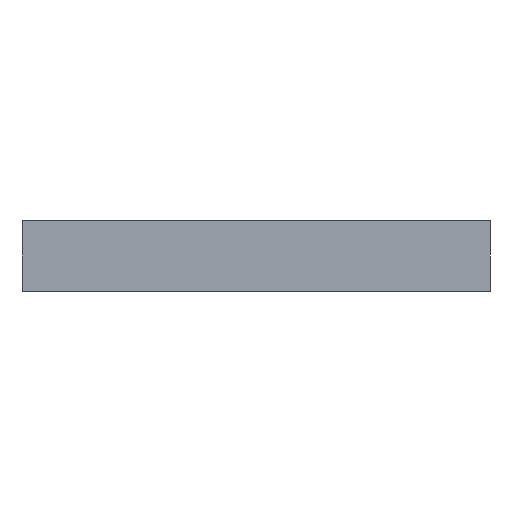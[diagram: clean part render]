
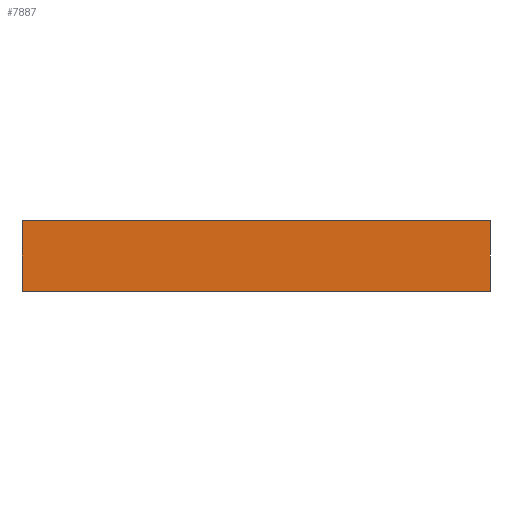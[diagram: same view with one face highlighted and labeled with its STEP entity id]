
A CAD part, front view. The second image highlights one B-rep face of the part: STEP entity #7887.
In plain terms, the highlighted planar face has unit normal (0, -1, 0).
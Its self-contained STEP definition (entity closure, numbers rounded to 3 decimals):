
#42 = CARTESIAN_POINT ( 'NONE',  ( 100., -185., -30. ) ) ;
#177 = LINE ( 'NONE', #3493, #7212 ) ;
#536 = VECTOR ( 'NONE', #3813, 1000. ) ;
#562 = CARTESIAN_POINT ( 'NONE',  ( -100., -185., -30. ) ) ;
#896 = DIRECTION ( 'NONE',  ( 0., -1., 0. ) ) ;
#2086 = EDGE_CURVE ( 'NONE', #11114, #6684, #10482, .T. ) ;
#2985 = VERTEX_POINT ( 'NONE', #562 ) ;
#3020 = CARTESIAN_POINT ( 'NONE',  ( 100., -185., -30. ) ) ;
#3026 = EDGE_CURVE ( 'NONE', #2985, #5990, #177, .T. ) ;
#3417 = CARTESIAN_POINT ( 'NONE',  ( -100., -185., 0. ) ) ;
#3493 = CARTESIAN_POINT ( 'NONE',  ( -100., -185., -30. ) ) ;
#3734 = FACE_OUTER_BOUND ( 'NONE', #8443, .T. ) ;
#3813 = DIRECTION ( 'NONE',  ( 1., 0., 0. ) ) ;
#3933 = ORIENTED_EDGE ( 'NONE', *, *, #11584, .T. ) ;
#4422 = DIRECTION ( 'NONE',  ( 0., 0., 1. ) ) ;
#5225 = DIRECTION ( 'NONE',  ( 1., 0., 0. ) ) ;
#5547 = ORIENTED_EDGE ( 'NONE', *, *, #3026, .F. ) ;
#5990 = VERTEX_POINT ( 'NONE', #9960 ) ;
#6407 = PLANE ( 'NONE',  #9078 ) ;
#6684 = VERTEX_POINT ( 'NONE', #7808 ) ;
#7003 = EDGE_CURVE ( 'NONE', #5990, #6684, #9494, .T. ) ;
#7212 = VECTOR ( 'NONE', #4422, 1000. ) ;
#7331 = DIRECTION ( 'NONE',  ( 1., 0., 0. ) ) ;
#7721 = ORIENTED_EDGE ( 'NONE', *, *, #7003, .F. ) ;
#7808 = CARTESIAN_POINT ( 'NONE',  ( 100., -185., 0. ) ) ;
#7887 = ADVANCED_FACE ( 'NONE', ( #3734 ), #6407, .T. ) ;
#7931 = DIRECTION ( 'NONE',  ( 0., 0., 1. ) ) ;
#8065 = VECTOR ( 'NONE', #7931, 1000. ) ;
#8443 = EDGE_LOOP ( 'NONE', ( #7721, #5547, #3933, #10291 ) ) ;
#9078 = AXIS2_PLACEMENT_3D ( 'NONE', #10045, #896, #7331 ) ;
#9161 = CARTESIAN_POINT ( 'NONE',  ( -100., -185., -30. ) ) ;
#9494 = LINE ( 'NONE', #3417, #11590 ) ;
#9960 = CARTESIAN_POINT ( 'NONE',  ( -100., -185., 0. ) ) ;
#10045 = CARTESIAN_POINT ( 'NONE',  ( -100., -185., -30. ) ) ;
#10291 = ORIENTED_EDGE ( 'NONE', *, *, #2086, .T. ) ;
#10482 = LINE ( 'NONE', #3020, #8065 ) ;
#11114 = VERTEX_POINT ( 'NONE', #42 ) ;
#11551 = LINE ( 'NONE', #9161, #536 ) ;
#11584 = EDGE_CURVE ( 'NONE', #2985, #11114, #11551, .T. ) ;
#11590 = VECTOR ( 'NONE', #5225, 1000. ) ;
